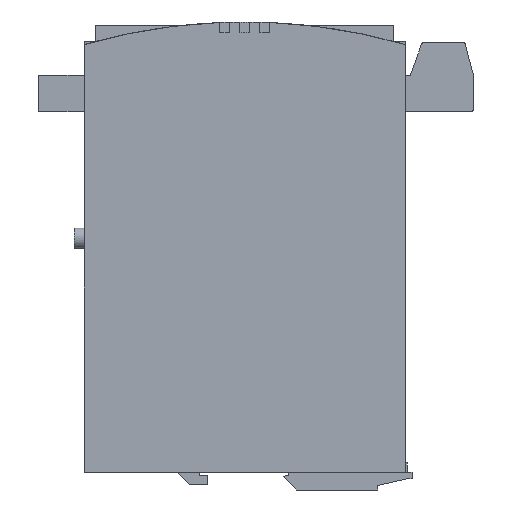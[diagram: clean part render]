
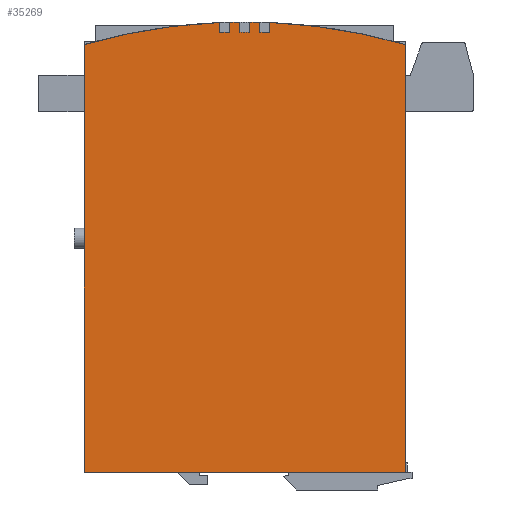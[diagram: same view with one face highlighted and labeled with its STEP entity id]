
A CAD part, left-side view. The second image highlights one B-rep face of the part: STEP entity #35269.
In plain terms, the highlighted planar face has unit normal (-1, 0, 0).
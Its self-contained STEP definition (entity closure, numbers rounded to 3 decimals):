
#546 = VECTOR ( 'NONE', #42223, 1000. ) ;
#901 = LINE ( 'NONE', #7300, #34787 ) ;
#916 = DIRECTION ( 'NONE',  ( 0., 0., 1. ) ) ;
#1193 = DIRECTION ( 'NONE',  ( 1., 0., 0. ) ) ;
#1509 = LINE ( 'NONE', #38606, #33360 ) ;
#1581 = CARTESIAN_POINT ( 'NONE',  ( -28.5, 2., 19.991 ) ) ;
#2138 = CARTESIAN_POINT ( 'NONE',  ( -28.5, -2., 19.991 ) ) ;
#2181 = EDGE_CURVE ( 'NONE', #41731, #37531, #26844, .T. ) ;
#2647 = EDGE_CURVE ( 'NONE', #53765, #35063, #27494, .T. ) ;
#2697 = LINE ( 'NONE', #13140, #29806 ) ;
#2903 = CARTESIAN_POINT ( 'NONE',  ( -28.5, 0., -210. ) ) ;
#2959 = ORIENTED_EDGE ( 'NONE', *, *, #12810, .F. ) ;
#3054 = VERTEX_POINT ( 'NONE', #7774 ) ;
#3458 = CARTESIAN_POINT ( 'NONE',  ( -28.5, 6., 19.922 ) ) ;
#4036 = LINE ( 'NONE', #33362, #35917 ) ;
#4500 = ORIENTED_EDGE ( 'NONE', *, *, #38881, .F. ) ;
#4526 = CIRCLE ( 'NONE', #19612, 230. ) ;
#4629 = VERTEX_POINT ( 'NONE', #15163 ) ;
#6174 = ORIENTED_EDGE ( 'NONE', *, *, #11199, .F. ) ;
#6220 = CARTESIAN_POINT ( 'NONE',  ( -28.5, 0., -210. ) ) ;
#7261 = DIRECTION ( 'NONE',  ( 0., 0., 1. ) ) ;
#7300 = CARTESIAN_POINT ( 'NONE',  ( -28.5, 10., 15.779 ) ) ;
#7774 = CARTESIAN_POINT ( 'NONE',  ( -28.5, 0., 16. ) ) ;
#7985 = VERTEX_POINT ( 'NONE', #32759 ) ;
#8946 = DIRECTION ( 'NONE',  ( 0., 0., 1. ) ) ;
#9195 = VERTEX_POINT ( 'NONE', #19922 ) ;
#9321 = CARTESIAN_POINT ( 'NONE',  ( -28.5, 0., -210. ) ) ;
#9612 = FACE_OUTER_BOUND ( 'NONE', #48576, .T. ) ;
#10501 = CIRCLE ( 'NONE', #18785, 230. ) ;
#10561 = DIRECTION ( 'NONE',  ( 1., 0., 0. ) ) ;
#10749 = DIRECTION ( 'NONE',  ( 1., 0., 0. ) ) ;
#10924 = LINE ( 'NONE', #47740, #55726 ) ;
#11199 = EDGE_CURVE ( 'NONE', #35063, #34959, #10924, .T. ) ;
#12635 = CARTESIAN_POINT ( 'NONE',  ( -28.5, 2., 15.991 ) ) ;
#12810 = EDGE_CURVE ( 'NONE', #37531, #41026, #22858, .T. ) ;
#13140 = CARTESIAN_POINT ( 'NONE',  ( -28.5, 63.5, -158.15 ) ) ;
#13317 = ORIENTED_EDGE ( 'NONE', *, *, #15503, .F. ) ;
#15163 = CARTESIAN_POINT ( 'NONE',  ( -28.5, -6., 19.922 ) ) ;
#15503 = EDGE_CURVE ( 'NONE', #17510, #3054, #54456, .T. ) ;
#15624 = ORIENTED_EDGE ( 'NONE', *, *, #55783, .F. ) ;
#15642 = DIRECTION ( 'NONE',  ( 0., 0., 1. ) ) ;
#15702 = EDGE_CURVE ( 'NONE', #4629, #53765, #1509, .T. ) ;
#16074 = CARTESIAN_POINT ( 'NONE',  ( -28.5, 63.5, -158.15 ) ) ;
#16380 = ORIENTED_EDGE ( 'NONE', *, *, #50134, .F. ) ;
#16615 = ORIENTED_EDGE ( 'NONE', *, *, #2181, .F. ) ;
#16670 = ORIENTED_EDGE ( 'NONE', *, *, #41894, .F. ) ;
#17313 = ORIENTED_EDGE ( 'NONE', *, *, #29925, .F. ) ;
#17510 = VERTEX_POINT ( 'NONE', #12635 ) ;
#17800 = ORIENTED_EDGE ( 'NONE', *, *, #36369, .F. ) ;
#18073 = CARTESIAN_POINT ( 'NONE',  ( -28.5, -10., 15.779 ) ) ;
#18486 = DIRECTION ( 'NONE',  ( 0., 0., -1. ) ) ;
#18530 = CARTESIAN_POINT ( 'NONE',  ( -28.5, 0., -210. ) ) ;
#18633 = VERTEX_POINT ( 'NONE', #2138 ) ;
#18785 = AXIS2_PLACEMENT_3D ( 'NONE', #31552, #27539, #18486 ) ;
#19002 = CARTESIAN_POINT ( 'NONE',  ( -28.5, -2., 15.991 ) ) ;
#19439 = CARTESIAN_POINT ( 'NONE',  ( -28.5, 0., -210. ) ) ;
#19612 = AXIS2_PLACEMENT_3D ( 'NONE', #6220, #10561, #40895 ) ;
#19922 = CARTESIAN_POINT ( 'NONE',  ( -28.5, 63.5, -158.15 ) ) ;
#20598 = CIRCLE ( 'NONE', #22744, 226. ) ;
#22563 = AXIS2_PLACEMENT_3D ( 'NONE', #30561, #39300, #8946 ) ;
#22667 = CARTESIAN_POINT ( 'NONE',  ( -28.5, 63.5, 11.061 ) ) ;
#22744 = AXIS2_PLACEMENT_3D ( 'NONE', #18530, #22847, #53246 ) ;
#22847 = DIRECTION ( 'NONE',  ( 1., 0., 0. ) ) ;
#22858 = LINE ( 'NONE', #49036, #45298 ) ;
#23773 = EDGE_CURVE ( 'NONE', #3054, #41246, #20598, .T. ) ;
#24292 = DIRECTION ( 'NONE',  ( 1., 0., 0. ) ) ;
#24480 = CARTESIAN_POINT ( 'NONE',  ( -28.5, 0., -210. ) ) ;
#24547 = CIRCLE ( 'NONE', #50935, 230. ) ;
#26844 = CIRCLE ( 'NONE', #35270, 226. ) ;
#27356 = ORIENTED_EDGE ( 'NONE', *, *, #51286, .F. ) ;
#27494 = CIRCLE ( 'NONE', #22563, 226. ) ;
#27539 = DIRECTION ( 'NONE',  ( 1., 0., 0. ) ) ;
#27661 = LINE ( 'NONE', #16074, #546 ) ;
#28209 = VECTOR ( 'NONE', #7261, 1000. ) ;
#28564 = DIRECTION ( 'NONE',  ( 0., 0., -1. ) ) ;
#28886 = ORIENTED_EDGE ( 'NONE', *, *, #2647, .F. ) ;
#29368 = DIRECTION ( 'NONE',  ( 0., 0., -1. ) ) ;
#29806 = VECTOR ( 'NONE', #43485, 1000. ) ;
#29901 = CARTESIAN_POINT ( 'NONE',  ( -28.5, 6., 15.92 ) ) ;
#29925 = EDGE_CURVE ( 'NONE', #7985, #9195, #27661, .T. ) ;
#30561 = CARTESIAN_POINT ( 'NONE',  ( -28.5, 0., -210. ) ) ;
#30883 = AXIS2_PLACEMENT_3D ( 'NONE', #45249, #10749, #28564 ) ;
#31552 = CARTESIAN_POINT ( 'NONE',  ( -28.5, 0., -210. ) ) ;
#32457 = ORIENTED_EDGE ( 'NONE', *, *, #15702, .F. ) ;
#32709 = DIRECTION ( 'NONE',  ( 1., 0., 0. ) ) ;
#32759 = CARTESIAN_POINT ( 'NONE',  ( -28.5, -63.5, -158.15 ) ) ;
#32950 = LINE ( 'NONE', #33419, #28209 ) ;
#32964 = EDGE_CURVE ( 'NONE', #43698, #41731, #901, .T. ) ;
#33360 = VECTOR ( 'NONE', #56064, 1000. ) ;
#33362 = CARTESIAN_POINT ( 'NONE',  ( -28.5, -63.5, -158.15 ) ) ;
#33419 = CARTESIAN_POINT ( 'NONE',  ( -28.5, -2., 15.991 ) ) ;
#33892 = VERTEX_POINT ( 'NONE', #52746 ) ;
#34567 = VERTEX_POINT ( 'NONE', #22667 ) ;
#34787 = VECTOR ( 'NONE', #41798, 1000. ) ;
#34898 = DIRECTION ( 'NONE',  ( 0., 0., -1. ) ) ;
#34959 = VERTEX_POINT ( 'NONE', #38923 ) ;
#35003 = CARTESIAN_POINT ( 'NONE',  ( -28.5, -6., 15.92 ) ) ;
#35063 = VERTEX_POINT ( 'NONE', #18073 ) ;
#35269 = ADVANCED_FACE ( 'NONE', ( #9612 ), #36820, .F. ) ;
#35270 = AXIS2_PLACEMENT_3D ( 'NONE', #19439, #32709, #15642 ) ;
#35917 = VECTOR ( 'NONE', #29368, 1000. ) ;
#36369 = EDGE_CURVE ( 'NONE', #9195, #34567, #2697, .T. ) ;
#36820 = PLANE ( 'NONE',  #50878 ) ;
#37047 = DIRECTION ( 'NONE',  ( 0., 0., -1. ) ) ;
#37215 = DIRECTION ( 'NONE',  ( 1., 0., 0. ) ) ;
#37531 = VERTEX_POINT ( 'NONE', #29901 ) ;
#38463 = AXIS2_PLACEMENT_3D ( 'NONE', #24480, #24292, #54688 ) ;
#38606 = CARTESIAN_POINT ( 'NONE',  ( -28.5, -6., 15.92 ) ) ;
#38881 = EDGE_CURVE ( 'NONE', #41026, #52377, #10501, .T. ) ;
#38923 = CARTESIAN_POINT ( 'NONE',  ( -28.5, -10., 19.783 ) ) ;
#39300 = DIRECTION ( 'NONE',  ( 1., 0., 0. ) ) ;
#40895 = DIRECTION ( 'NONE',  ( 0., 0., -1. ) ) ;
#41026 = VERTEX_POINT ( 'NONE', #3458 ) ;
#41246 = VERTEX_POINT ( 'NONE', #19002 ) ;
#41731 = VERTEX_POINT ( 'NONE', #48123 ) ;
#41798 = DIRECTION ( 'NONE',  ( 0., 0., -1. ) ) ;
#41894 = EDGE_CURVE ( 'NONE', #34959, #33892, #4526, .T. ) ;
#42223 = DIRECTION ( 'NONE',  ( 0., 1., 0. ) ) ;
#42312 = ORIENTED_EDGE ( 'NONE', *, *, #53476, .F. ) ;
#42569 = ORIENTED_EDGE ( 'NONE', *, *, #52169, .F. ) ;
#43485 = DIRECTION ( 'NONE',  ( 0., 0., 1. ) ) ;
#43698 = VERTEX_POINT ( 'NONE', #49443 ) ;
#45249 = CARTESIAN_POINT ( 'NONE',  ( -28.5, 0., -210. ) ) ;
#45298 = VECTOR ( 'NONE', #916, 1000. ) ;
#46909 = LINE ( 'NONE', #50319, #51017 ) ;
#47049 = CIRCLE ( 'NONE', #30883, 230. ) ;
#47740 = CARTESIAN_POINT ( 'NONE',  ( -28.5, -10., 15.779 ) ) ;
#48123 = CARTESIAN_POINT ( 'NONE',  ( -28.5, 10., 15.779 ) ) ;
#48576 = EDGE_LOOP ( 'NONE', ( #16615, #50442, #27356, #17800, #17313, #42312, #16670, #6174, #28886, #32457, #42569, #15624, #52143, #13317, #16380, #4500, #2959 ) ) ;
#49036 = CARTESIAN_POINT ( 'NONE',  ( -28.5, 6., 15.92 ) ) ;
#49443 = CARTESIAN_POINT ( 'NONE',  ( -28.5, 10., 19.783 ) ) ;
#50134 = EDGE_CURVE ( 'NONE', #52377, #17510, #46909, .T. ) ;
#50319 = CARTESIAN_POINT ( 'NONE',  ( -28.5, 2., 15.991 ) ) ;
#50442 = ORIENTED_EDGE ( 'NONE', *, *, #32964, .F. ) ;
#50672 = DIRECTION ( 'NONE',  ( 0., 0., -1. ) ) ;
#50878 = AXIS2_PLACEMENT_3D ( 'NONE', #2903, #37215, #50672 ) ;
#50935 = AXIS2_PLACEMENT_3D ( 'NONE', #9321, #1193, #34898 ) ;
#51017 = VECTOR ( 'NONE', #37047, 1000. ) ;
#51286 = EDGE_CURVE ( 'NONE', #34567, #43698, #47049, .T. ) ;
#52138 = DIRECTION ( 'NONE',  ( 0., 0., 1. ) ) ;
#52143 = ORIENTED_EDGE ( 'NONE', *, *, #23773, .F. ) ;
#52169 = EDGE_CURVE ( 'NONE', #18633, #4629, #24547, .T. ) ;
#52377 = VERTEX_POINT ( 'NONE', #1581 ) ;
#52746 = CARTESIAN_POINT ( 'NONE',  ( -28.5, -63.5, 11.061 ) ) ;
#53246 = DIRECTION ( 'NONE',  ( 0., 0., 1. ) ) ;
#53476 = EDGE_CURVE ( 'NONE', #33892, #7985, #4036, .T. ) ;
#53765 = VERTEX_POINT ( 'NONE', #35003 ) ;
#54456 = CIRCLE ( 'NONE', #38463, 226. ) ;
#54688 = DIRECTION ( 'NONE',  ( 0., 0., 1. ) ) ;
#55726 = VECTOR ( 'NONE', #52138, 1000. ) ;
#55783 = EDGE_CURVE ( 'NONE', #41246, #18633, #32950, .T. ) ;
#56064 = DIRECTION ( 'NONE',  ( 0., 0., -1. ) ) ;
